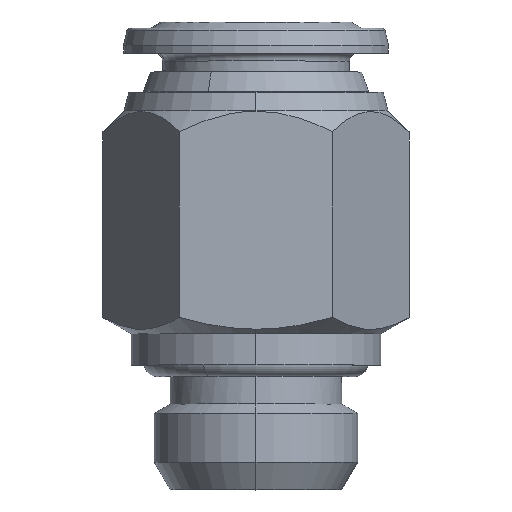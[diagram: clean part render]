
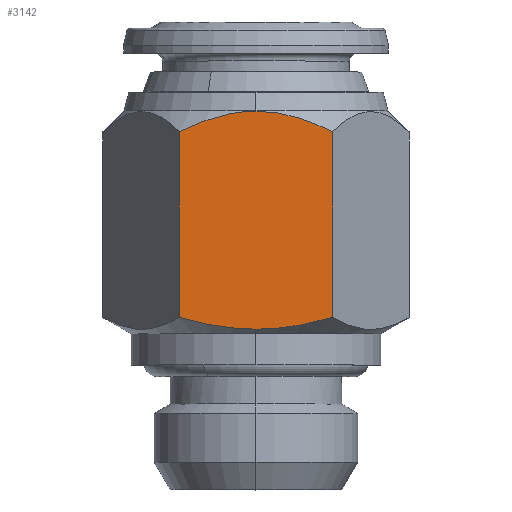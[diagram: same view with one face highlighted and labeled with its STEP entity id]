
A CAD part, top view. The second image highlights one B-rep face of the part: STEP entity #3142.
In plain terms, the highlighted planar face has unit normal (0, 0, 1).
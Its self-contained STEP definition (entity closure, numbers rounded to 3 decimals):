
#112 = LINE ( 'NONE', #362, #118 ) ;
#115 = LINE ( 'NONE', #346, #119 ) ;
#118 = VECTOR ( 'NONE', #350, 1000. ) ;
#119 = VECTOR ( 'NONE', #336, 1000. ) ;
#327 = CARTESIAN_POINT ( 'NONE',  ( -0.83, 10.289, 8.5 ) ) ;
#336 = DIRECTION ( 'NONE',  ( 0., 1., 0. ) ) ;
#338 = CARTESIAN_POINT ( 'NONE',  ( 0., 24.272, 8.5 ) ) ;
#339 = CARTESIAN_POINT ( 'NONE',  ( -0.215, 24.272, 8.5 ) ) ;
#340 = CARTESIAN_POINT ( 'NONE',  ( -0.432, 24.263, 8.5 ) ) ;
#341 = CARTESIAN_POINT ( 'NONE',  ( -0.86, 24.231, 8.5 ) ) ;
#342 = CARTESIAN_POINT ( 'NONE',  ( -1.072, 24.207, 8.5 ) ) ;
#343 = CARTESIAN_POINT ( 'NONE',  ( -1.704, 24.112, 8.5 ) ) ;
#344 = CARTESIAN_POINT ( 'NONE',  ( -2.119, 24.02, 8.5 ) ) ;
#345 = CARTESIAN_POINT ( 'NONE',  ( -3.346, 23.671, 8.5 ) ) ;
#346 = CARTESIAN_POINT ( 'NONE',  ( -4.907, 5.5, 8.5 ) ) ;
#349 = CARTESIAN_POINT ( 'NONE',  ( -4.907, 22.957, 8.5 ) ) ;
#350 = DIRECTION ( 'NONE',  ( 0., 1., 0. ) ) ;
#351 = CARTESIAN_POINT ( 'NONE',  ( -4.147, 23.337, 8.5 ) ) ;
#362 = CARTESIAN_POINT ( 'NONE',  ( 4.907, 5.5, 8.5 ) ) ;
#391 = CARTESIAN_POINT ( 'NONE',  ( -4.907, 11.048, 8.5 ) ) ;
#392 = CARTESIAN_POINT ( 'NONE',  ( -4.109, 10.817, 8.5 ) ) ;
#394 = CARTESIAN_POINT ( 'NONE',  ( -3.291, 10.624, 8.5 ) ) ;
#395 = CARTESIAN_POINT ( 'NONE',  ( -1.654, 10.36, 8.5 ) ) ;
#398 = CARTESIAN_POINT ( 'NONE',  ( 0., 10.289, 8.5 ) ) ;
#453 = ORIENTED_EDGE ( 'NONE', *, *, #1303, .T. ) ;
#454 = ORIENTED_EDGE ( 'NONE', *, *, #1269, .F. ) ;
#455 = ORIENTED_EDGE ( 'NONE', *, *, #1304, .F. ) ;
#456 = ORIENTED_EDGE ( 'NONE', *, *, #1305, .F. ) ;
#457 = ORIENTED_EDGE ( 'NONE', *, *, #1297, .F. ) ;
#458 = ORIENTED_EDGE ( 'NONE', *, *, #1285, .F. ) ;
#857 = EDGE_LOOP ( 'NONE', ( #453, #454, #455, #456, #457, #458 ) ) ;
#1269 = EDGE_CURVE ( 'NONE', #3848, #3847, #3796, .T. ) ;
#1285 = EDGE_CURVE ( 'NONE', #3857, #3846, #3789, .T. ) ;
#1297 = EDGE_CURVE ( 'NONE', #3846, #3868, #3788, .T. ) ;
#1303 = EDGE_CURVE ( 'NONE', #3857, #3847, #112, .T. ) ;
#1304 = EDGE_CURVE ( 'NONE', #3850, #3848, #3810, .T. ) ;
#1305 = EDGE_CURVE ( 'NONE', #3868, #3850, #115, .T. ) ;
#1831 = FACE_OUTER_BOUND ( 'NONE', #857, .T. ) ;
#1972 = CARTESIAN_POINT ( 'NONE',  ( 0., 10.289, 8.5 ) ) ;
#1973 = CARTESIAN_POINT ( 'NONE',  ( 4.907, 22.957, 8.5 ) ) ;
#1974 = CARTESIAN_POINT ( 'NONE',  ( 0., 24.272, 8.5 ) ) ;
#1976 = CARTESIAN_POINT ( 'NONE',  ( -4.907, 22.957, 8.5 ) ) ;
#1983 = CARTESIAN_POINT ( 'NONE',  ( 4.907, 11.048, 8.5 ) ) ;
#1994 = CARTESIAN_POINT ( 'NONE',  ( -4.907, 11.048, 8.5 ) ) ;
#2114 = CARTESIAN_POINT ( 'NONE',  ( 4.114, 10.819, 8.5 ) ) ;
#2128 = CARTESIAN_POINT ( 'NONE',  ( 4.907, 11.048, 8.5 ) ) ;
#2196 = CARTESIAN_POINT ( 'NONE',  ( 3.31, 10.628, 8.5 ) ) ;
#2197 = CARTESIAN_POINT ( 'NONE',  ( 4.907, 22.957, 8.5 ) ) ;
#2198 = CARTESIAN_POINT ( 'NONE',  ( 4.528, 23.147, 8.5 ) ) ;
#2199 = CARTESIAN_POINT ( 'NONE',  ( 4.14, 23.324, 8.5 ) ) ;
#2200 = CARTESIAN_POINT ( 'NONE',  ( 3.346, 23.644, 8.5 ) ) ;
#2201 = CARTESIAN_POINT ( 'NONE',  ( 2.937, 23.787, 8.5 ) ) ;
#2203 = CARTESIAN_POINT ( 'NONE',  ( 0., 24.272, 8.5 ) ) ;
#2210 = CARTESIAN_POINT ( 'NONE',  ( 1.702, 24.139, 8.5 ) ) ;
#2211 = CARTESIAN_POINT ( 'NONE',  ( 0.862, 24.272, 8.5 ) ) ;
#2212 = CARTESIAN_POINT ( 'NONE',  ( 1.672, 10.362, 8.5 ) ) ;
#2225 = CARTESIAN_POINT ( 'NONE',  ( 0.831, 10.289, 8.5 ) ) ;
#2233 = CARTESIAN_POINT ( 'NONE',  ( 0., 10.289, 8.5 ) ) ;
#3142 = ADVANCED_FACE ( 'NONE', ( #1831 ), #3533, .T. ) ;
#3533 = PLANE ( 'NONE',  #4063 ) ;
#3552 = CARTESIAN_POINT ( 'NONE',  ( -4.907, 5.5, 8.5 ) ) ;
#3553 = DIRECTION ( 'NONE',  ( 0., 0., 1. ) ) ;
#3554 = DIRECTION ( 'NONE',  ( 1., 0., 0. ) ) ;
#3788 = B_SPLINE_CURVE_WITH_KNOTS ( 'NONE', 3,
 ( #398, #327, #395, #394, #392, #391 ),
 .UNSPECIFIED., .F., .F.,
 ( 4, 2, 4 ),
 ( 0.028, 0.031, 0.033 ),
 .UNSPECIFIED. ) ;
#3789 = B_SPLINE_CURVE_WITH_KNOTS ( 'NONE', 3,
 ( #2128, #2114, #2196, #2212, #2225, #2233 ),
 .UNSPECIFIED., .F., .F.,
 ( 4, 2, 4 ),
 ( 0.023, 0.026, 0.028 ),
 .UNSPECIFIED. ) ;
#3796 = B_SPLINE_CURVE_WITH_KNOTS ( 'NONE', 3,
 ( #2203, #2211, #2210, #2201, #2200, #2199, #2198, #2197 ),
 .UNSPECIFIED., .F., .F.,
 ( 4, 2, 2, 4 ),
 ( 0.014, 0.016, 0.017, 0.019 ),
 .UNSPECIFIED. ) ;
#3810 = B_SPLINE_CURVE_WITH_KNOTS ( 'NONE', 3,
 ( #349, #351, #345, #344, #343, #342, #341, #340, #339, #338 ),
 .UNSPECIFIED., .F., .F.,
 ( 4, 2, 2, 2, 4 ),
 ( 0.009, 0.011, 0.012, 0.013, 0.014 ),
 .UNSPECIFIED. ) ;
#3846 = VERTEX_POINT ( 'NONE', #1972 ) ;
#3847 = VERTEX_POINT ( 'NONE', #1973 ) ;
#3848 = VERTEX_POINT ( 'NONE', #1974 ) ;
#3850 = VERTEX_POINT ( 'NONE', #1976 ) ;
#3857 = VERTEX_POINT ( 'NONE', #1983 ) ;
#3868 = VERTEX_POINT ( 'NONE', #1994 ) ;
#4063 = AXIS2_PLACEMENT_3D ( 'NONE', #3552, #3553, #3554 ) ;
